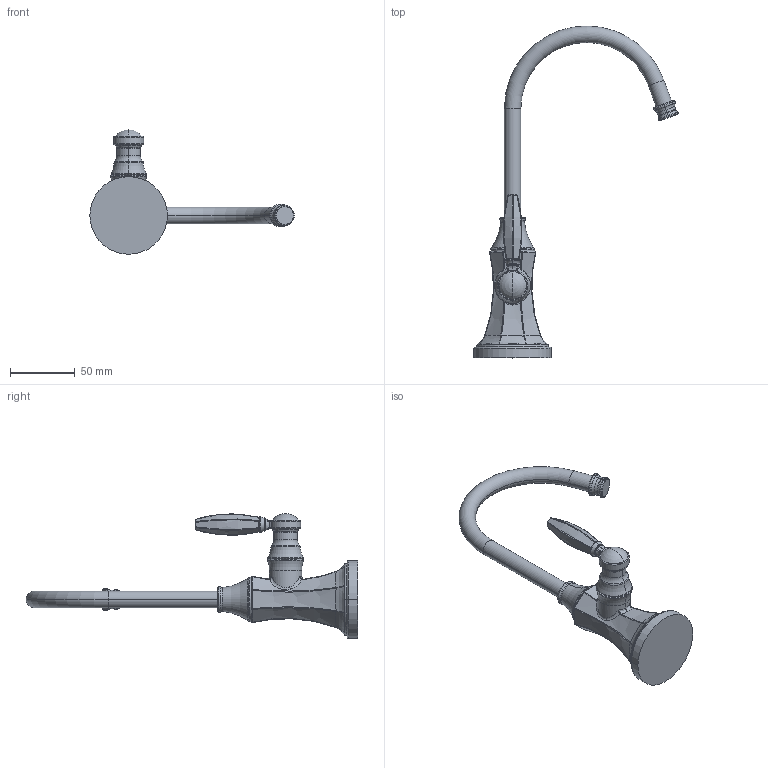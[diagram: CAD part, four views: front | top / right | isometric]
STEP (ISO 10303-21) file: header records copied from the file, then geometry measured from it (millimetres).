
FILE_DESCRIPTION((''),'2;1');
FILE_NAME('1200-5613','2021-04-21T13:59:34',('jinson.thomas'),(''),'CREO PARAMETRIC BY PTC INC, 2018400','CREO PARAMETRIC BY PTC INC, 2018400','');
FILE_SCHEMA(('CONFIG_CONTROL_DESIGN'));
Length unit declared in the file: inch
Products named in the file (1): 1200-5613
Bounding box: 157.78 x 256.29 x 96.19 mm (x, y, z)
Volume: 176063.6 mm3; surface area: 33819.7 mm2
Topology: 1 solids, 1 shells, 288 faces, 629 edges, 349 vertices
Faces by surface type: bspline 174, torus 72, plane 17, cylinder 15, sphere 8, cone 2
Entity records: 16959 total; most frequent: CARTESIAN_POINT 11739, ORIENTED_EDGE 1254, DIRECTION 846, EDGE_CURVE 627, AXIS2_PLACEMENT_3D 407, VERTEX_POINT 349, B_SPLINE_CURVE_WITH_KNOTS 302, EDGE_LOOP 296
